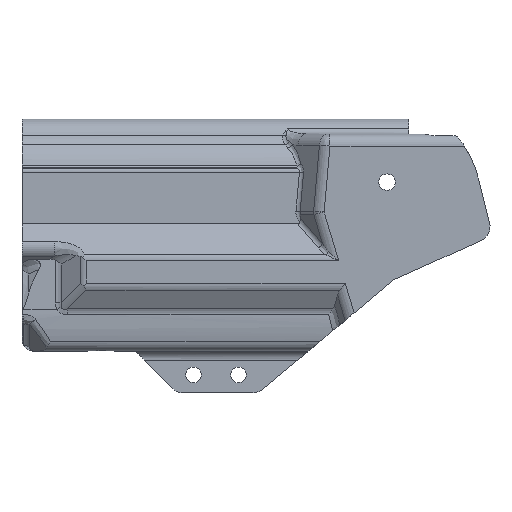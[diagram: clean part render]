
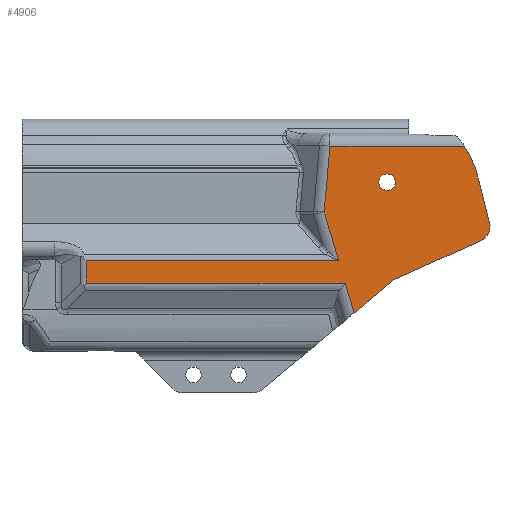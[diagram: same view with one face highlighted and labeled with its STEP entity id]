
A CAD part, front view. The second image highlights one B-rep face of the part: STEP entity #4906.
In plain terms, the highlighted planar face has unit normal (0, -1, 0).
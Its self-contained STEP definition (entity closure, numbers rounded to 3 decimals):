
#508=CIRCLE('',#5236,36.967);
#514=CIRCLE('',#5245,2.75);
#515=CIRCLE('',#5246,5.);
#731=ORIENTED_EDGE('',*,*,#2291,.F.);
#732=ORIENTED_EDGE('',*,*,#2292,.T.);
#733=ORIENTED_EDGE('',*,*,#2293,.T.);
#734=ORIENTED_EDGE('',*,*,#2294,.T.);
#735=ORIENTED_EDGE('',*,*,#2295,.F.);
#736=ORIENTED_EDGE('',*,*,#2296,.F.);
#737=ORIENTED_EDGE('',*,*,#2297,.T.);
#738=ORIENTED_EDGE('',*,*,#2298,.T.);
#739=ORIENTED_EDGE('',*,*,#2270,.F.);
#740=ORIENTED_EDGE('',*,*,#2299,.T.);
#741=ORIENTED_EDGE('',*,*,#2300,.T.);
#742=ORIENTED_EDGE('',*,*,#2301,.T.);
#743=ORIENTED_EDGE('',*,*,#2302,.T.);
#2270=EDGE_CURVE('',#3049,#3050,#508,.T.);
#2291=EDGE_CURVE('',#3069,#3069,#514,.F.);
#2292=EDGE_CURVE('',#3070,#3071,#3530,.T.);
#2293=EDGE_CURVE('',#3071,#3072,#3531,.F.);
#2294=EDGE_CURVE('',#3072,#3073,#3532,.F.);
#2295=EDGE_CURVE('',#3074,#3073,#3533,.T.);
#2296=EDGE_CURVE('',#3075,#3074,#3534,.T.);
#2297=EDGE_CURVE('',#3075,#3076,#515,.F.);
#2298=EDGE_CURVE('',#3076,#3050,#3535,.T.);
#2299=EDGE_CURVE('',#3049,#3077,#3536,.F.);
#2300=EDGE_CURVE('',#3077,#3078,#3537,.T.);
#2301=EDGE_CURVE('',#3078,#3079,#3538,.F.);
#2302=EDGE_CURVE('',#3079,#3070,#3539,.T.);
#3049=VERTEX_POINT('',#7329);
#3050=VERTEX_POINT('',#7331);
#3069=VERTEX_POINT('',#7376);
#3070=VERTEX_POINT('',#7378);
#3071=VERTEX_POINT('',#7379);
#3072=VERTEX_POINT('',#7381);
#3073=VERTEX_POINT('',#7383);
#3074=VERTEX_POINT('',#7385);
#3075=VERTEX_POINT('',#7387);
#3076=VERTEX_POINT('',#7389);
#3077=VERTEX_POINT('',#7392);
#3078=VERTEX_POINT('',#7394);
#3079=VERTEX_POINT('',#7396);
#3530=LINE('',#7377,#3872);
#3531=LINE('',#7380,#3873);
#3532=LINE('',#7382,#3874);
#3533=LINE('',#7384,#3875);
#3534=LINE('',#7386,#3876);
#3535=LINE('',#7390,#3877);
#3536=LINE('',#7391,#3878);
#3537=LINE('',#7393,#3879);
#3538=LINE('',#7395,#3880);
#3539=LINE('',#7397,#3881);
#3872=VECTOR('',#5872,1000.);
#3873=VECTOR('',#5873,1000.);
#3874=VECTOR('',#5874,1000.);
#3875=VECTOR('',#5875,1000.);
#3876=VECTOR('',#5876,1000.);
#3877=VECTOR('',#5879,1000.);
#3878=VECTOR('',#5880,1000.);
#3879=VECTOR('',#5881,1000.);
#3880=VECTOR('',#5882,1000.);
#3881=VECTOR('',#5883,1000.);
#4196=EDGE_LOOP('',(#731));
#4197=EDGE_LOOP('',(#732,#733,#734,#735,#736,#737,#738,#739,#740,#741,#742,
#743));
#4504=FACE_BOUND('',#4196,.T.);
#4505=FACE_BOUND('',#4197,.T.);
#4801=PLANE('',#5244);
#4906=ADVANCED_FACE('',(#4504,#4505),#4801,.F.);
#5236=AXIS2_PLACEMENT_3D('',#7330,#5839,#5840);
#5244=AXIS2_PLACEMENT_3D('',#7374,#5868,#5869);
#5245=AXIS2_PLACEMENT_3D('',#7375,#5870,#5871);
#5246=AXIS2_PLACEMENT_3D('',#7388,#5877,#5878);
#5839=DIRECTION('',(0.,1.,0.));
#5840=DIRECTION('',(0.,0.,1.));
#5868=DIRECTION('',(0.,1.,0.));
#5869=DIRECTION('',(0.,0.,1.));
#5870=DIRECTION('',(0.,1.,0.));
#5871=DIRECTION('',(0.,0.,1.));
#5872=DIRECTION('',(0.002,0.,-1.));
#5873=DIRECTION('',(-1.,0.,0.));
#5874=DIRECTION('',(-0.284,0.,0.959));
#5875=DIRECTION('',(-0.768,0.,-0.641));
#5876=DIRECTION('',(-0.912,0.,-0.41));
#5877=DIRECTION('',(0.,1.,0.));
#5878=DIRECTION('',(0.,0.,1.));
#5879=DIRECTION('',(-0.241,0.,0.971));
#5880=DIRECTION('',(1.,0.,0.));
#5881=DIRECTION('',(-0.087,0.,-0.996));
#5882=DIRECTION('',(-0.284,0.,0.959));
#5883=DIRECTION('',(-1.,0.,0.));
#7329=CARTESIAN_POINT('',(148.206,-21.03,10.708));
#7330=CARTESIAN_POINT('',(117.098,-21.03,-9.263));
#7331=CARTESIAN_POINT('',(152.979,-21.03,-0.37));
#7374=CARTESIAN_POINT('',(117.098,-21.03,-9.263));
#7375=CARTESIAN_POINT('',(122.306,-21.03,-1.385));
#7376=CARTESIAN_POINT('',(122.306,-21.03,1.365));
#7377=CARTESIAN_POINT('',(21.576,-21.03,-9.472));
#7378=CARTESIAN_POINT('',(21.616,-21.03,-27.765));
#7379=CARTESIAN_POINT('',(21.632,-21.03,-35.196));
#7380=CARTESIAN_POINT('',(108.677,-21.03,-35.196));
#7381=CARTESIAN_POINT('',(108.28,-21.03,-35.196));
#7382=CARTESIAN_POINT('',(111.508,-21.03,-46.095));
#7383=CARTESIAN_POINT('',(111.248,-21.03,-45.217));
#7384=CARTESIAN_POINT('',(132.383,-21.03,-27.582));
#7385=CARTESIAN_POINT('',(124.515,-21.03,-34.146));
#7386=CARTESIAN_POINT('',(124.515,-21.03,-34.146));
#7387=CARTESIAN_POINT('',(153.851,-21.03,-20.958));
#7388=CARTESIAN_POINT('',(151.801,-21.03,-16.398));
#7389=CARTESIAN_POINT('',(156.654,-21.03,-15.195));
#7390=CARTESIAN_POINT('',(155.83,-21.03,-11.87));
#7391=CARTESIAN_POINT('',(117.098,-21.03,10.708));
#7392=CARTESIAN_POINT('',(103.162,-21.03,10.708));
#7393=CARTESIAN_POINT('',(101.182,-21.03,-11.923));
#7394=CARTESIAN_POINT('',(101.229,-21.03,-11.388));
#7395=CARTESIAN_POINT('',(105.901,-21.03,-27.162));
#7396=CARTESIAN_POINT('',(106.08,-21.03,-27.765));
#7397=CARTESIAN_POINT('',(117.098,-21.03,-27.765));
